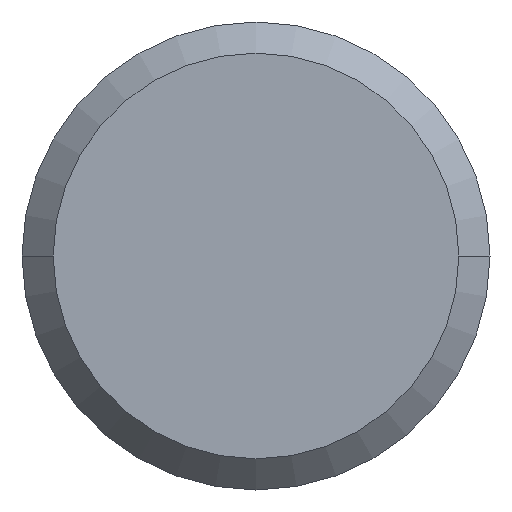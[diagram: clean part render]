
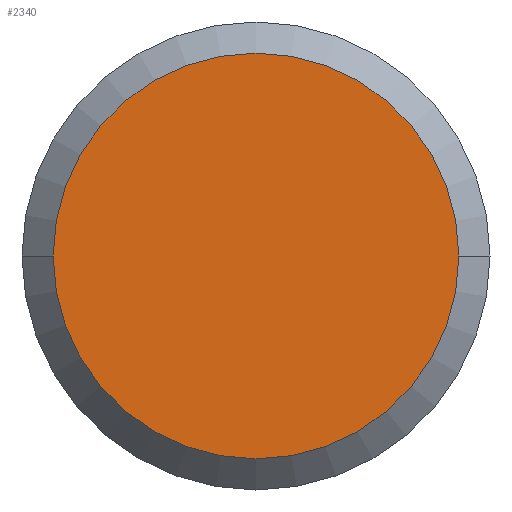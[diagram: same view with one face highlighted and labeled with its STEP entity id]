
A CAD part, front view. The second image highlights one B-rep face of the part: STEP entity #2340.
In plain terms, the highlighted planar face has unit normal (0, -1, 0).
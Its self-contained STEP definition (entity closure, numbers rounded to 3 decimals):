
#1017=CARTESIAN_POINT('',(0.,-49.2,0.));
#1018=DIRECTION('',(0.,-1.,0.));
#1019=DIRECTION('',(0.,0.,-1.));
#1020=AXIS2_PLACEMENT_3D('',#1017,#1018,#1019);
#1025=CARTESIAN_POINT('',(0.,-49.2,0.));
#1026=DIRECTION('',(0.,-1.,0.));
#1027=DIRECTION('',(0.,0.,1.));
#1028=AXIS2_PLACEMENT_3D('',#1025,#1026,#1027);
#1147=CARTESIAN_POINT('',(0.,-49.2,-5.2));
#1148=CARTESIAN_POINT('',(0.,-49.2,5.2));
#1149=VERTEX_POINT('',#1147);
#1150=VERTEX_POINT('',#1148);
#2331=CARTESIAN_POINT('',(0.,-49.2,0.));
#2332=DIRECTION('',(0.,-1.,0.));
#2333=DIRECTION('',(0.,0.,-1.));
#2334=AXIS2_PLACEMENT_3D('',#2331,#2332,#2333);
#2335=PLANE('',#2334);
#2336=ORIENTED_EDGE('',*,*,#1195,.F.);
#2337=ORIENTED_EDGE('',*,*,#1212,.F.);
#2338=EDGE_LOOP('',(#2336,#2337));
#2339=FACE_OUTER_BOUND('',#2338,.F.);
#2340=ADVANCED_FACE('',(#2339),#2335,.T.);
#1021=CIRCLE('',#1020,5.2);
#1029=CIRCLE('',#1028,5.2);
#1195=EDGE_CURVE('',#1149,#1150,#1021,.T.);
#1212=EDGE_CURVE('',#1150,#1149,#1029,.T.);
